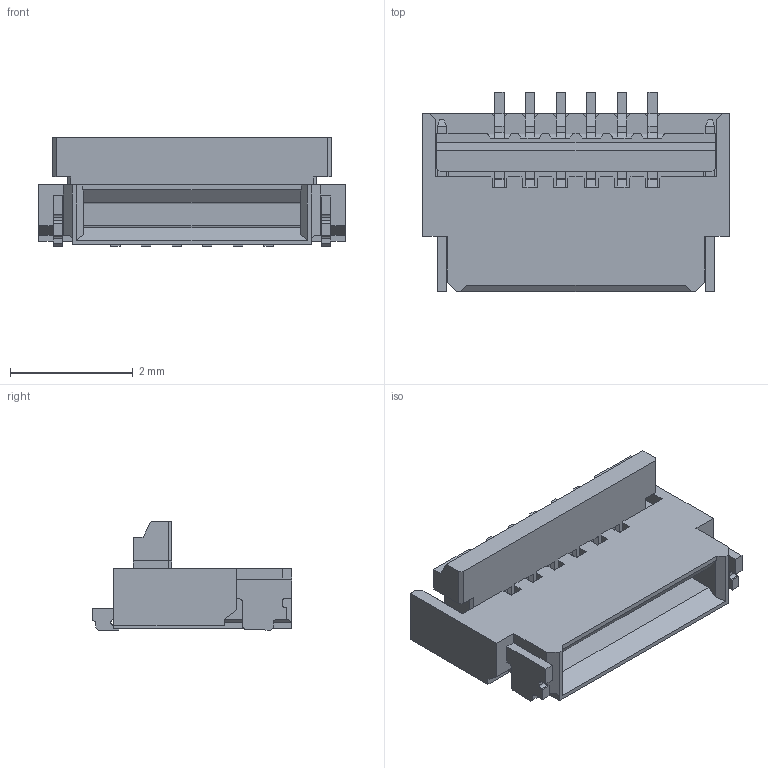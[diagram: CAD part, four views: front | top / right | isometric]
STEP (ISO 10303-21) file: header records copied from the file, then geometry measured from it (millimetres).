
FILE_DESCRIPTION(('Creo Elements/Direct Modeling STEP Export'),'2;1');
FILE_NAME('FH34SRJ-6S_ActuatorOPEN.stp','2021-09-15T 9:30:43',(''),(''),'Creo Elements/Direct Modeling STEP processor for AP214 (Solid Model)','Creo Elements/Direct Modeling 19.0F 14-Feb-2017 (C) Parametric Technology GmbH','');
FILE_SCHEMA(('AUTOMOTIVE_DESIGN { 1 0 10303 214 1 1 1 1 }'));
Length unit declared in the file: millimetre
Products named in the file (2): FH34SRJ-6S_ACTUATOROPEN.PRT
Assembly tree (1 placements, depth 2):
  FH34SRJ-6S_ACTUATOROPEN.PRT
    FH34SRJ-6S_ACTUATOROPEN.PRT
Bounding box: 5 x 3.25 x 1.77 mm (x, y, z)
Volume: 11.5 mm3; surface area: 84.5 mm2
Topology: 1 solids, 1 shells, 478 faces, 1412 edges, 932 vertices
Faces by surface type: plane 414, cylinder 64
Entity records: 15925 total; most frequent: CARTESIAN_POINT 2839, ORIENTED_EDGE 2824, DIRECTION 2538, EDGE_CURVE 1412, VECTOR 1258, LINE 1258, VERTEX_POINT 932, AXIS2_PLACEMENT_3D 640
